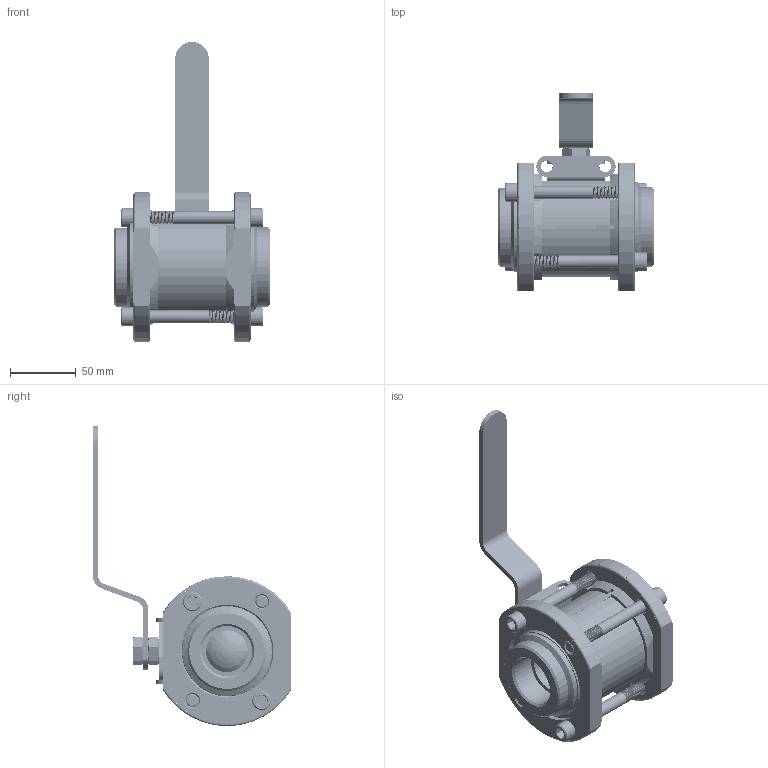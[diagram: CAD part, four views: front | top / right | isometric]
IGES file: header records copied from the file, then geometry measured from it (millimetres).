
Start section: SolidWorks IGES file using analytic representation for surfaces
Global section: file name: 22XXTSWSL.igs; native system: SolidWorks 2017; preprocessor: SolidWorks 2017; author: ryanm; date: 180315.140239; units: inch
Bounding box: 118.11 x 150.84 x 228.48 mm (x, y, z)
Surface area: 183922.9 mm2 (no closed solid volume)
Topology: 0 solids, 0 shells, 1316 faces, 28263 edges, 28261 vertices
Faces by surface type: revolution 945, bspline 371
